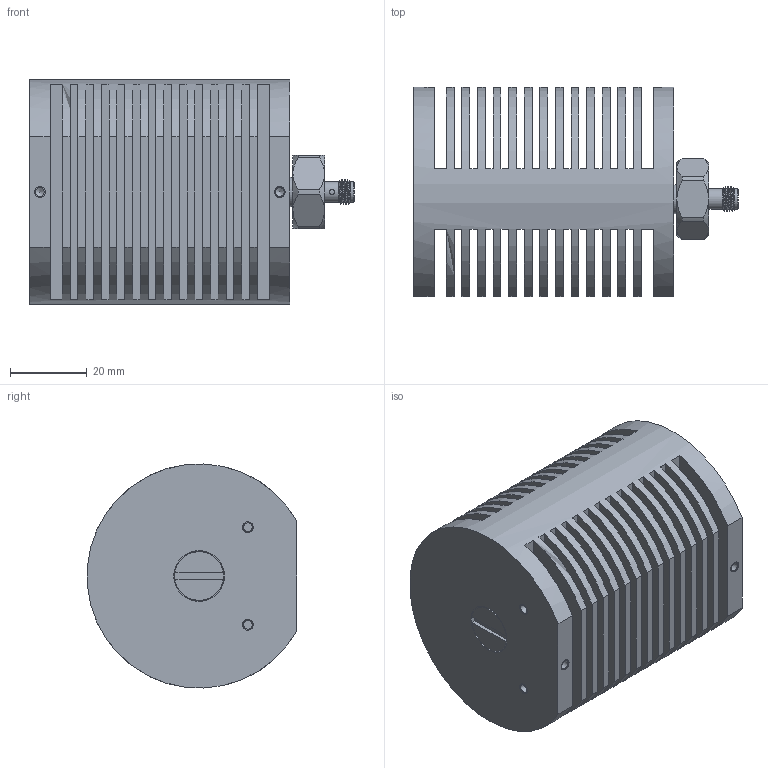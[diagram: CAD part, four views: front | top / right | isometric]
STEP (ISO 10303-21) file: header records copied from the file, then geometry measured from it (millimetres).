
FILE_DESCRIPTION (( 'STEP AP203' ), '1' );
FILE_NAME ('PE6204.step', '2020-04-01T19:39:26', ( '' ), ( '' ), 'SwSTEP 2.0', 'SolidWorks 2018', '' );
FILE_SCHEMA (( 'CONFIG_CONTROL_DESIGN' ));
Length unit declared in the file: inch
Products named in the file (1): PE6204
Bounding box: 84.58 x 54.51 x 58.38 mm (x, y, z)
Volume: 127121.6 mm3; surface area: 65579.1 mm2
Topology: 1 solids, 1 shells, 179 faces, 427 edges, 281 vertices
Faces by surface type: plane 127, cylinder 29, cone 20, bspline 3
Full cylindrical faces by diameter (mm): 1.016 x1, 1.27 x1, 2.261 x6, 2.845 x6, 4.521 x1, 5.334 x2, 7.572 x1, 12.7 x1, 13.208 x1
Entity records: 6236 total; most frequent: CARTESIAN_POINT 2076, DIRECTION 868, ORIENTED_EDGE 784, EDGE_CURVE 392, AXIS2_PLACEMENT_3D 338, VERTEX_POINT 272, EDGE_LOOP 244, FACE_OUTER_BOUND 199
